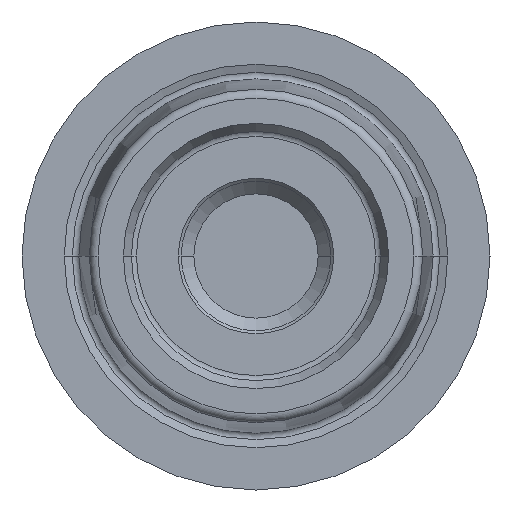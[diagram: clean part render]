
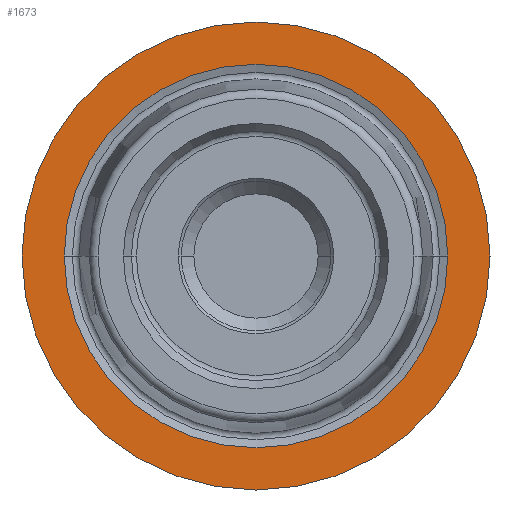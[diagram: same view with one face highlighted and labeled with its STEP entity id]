
A CAD part, left-side view. The second image highlights one B-rep face of the part: STEP entity #1673.
In plain terms, the highlighted planar face has unit normal (-1, 0, 0).
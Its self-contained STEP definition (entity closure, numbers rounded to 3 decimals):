
#452=CARTESIAN_POINT('',(0.,0.,0.));
#453=DIRECTION('',(1.,0.,0.));
#454=DIRECTION('',(0.,1.,0.));
#455=AXIS2_PLACEMENT_3D('',#452,#453,#454);
#457=CARTESIAN_POINT('',(0.,0.,0.));
#458=DIRECTION('',(-1.,0.,0.));
#459=DIRECTION('',(0.,1.,0.));
#460=AXIS2_PLACEMENT_3D('',#457,#458,#459);
#462=CARTESIAN_POINT('',(0.,0.,0.));
#463=DIRECTION('',(-1.,0.,0.));
#464=DIRECTION('',(0.,-1.,0.));
#465=AXIS2_PLACEMENT_3D('',#462,#463,#464);
#467=CARTESIAN_POINT('',(0.,0.,0.));
#468=DIRECTION('',(-1.,0.,0.));
#469=DIRECTION('',(0.,1.,0.));
#470=AXIS2_PLACEMENT_3D('',#467,#468,#469);
#810=CARTESIAN_POINT('',(0.,-13.114,0.));
#811=VERTEX_POINT('',#810);
#812=CARTESIAN_POINT('',(0.,13.114,0.));
#813=VERTEX_POINT('',#812);
#862=CARTESIAN_POINT('',(0.,16.,0.));
#863=CARTESIAN_POINT('',(0.,-16.,0.));
#864=VERTEX_POINT('',#862);
#865=VERTEX_POINT('',#863);
#1658=CARTESIAN_POINT('',(0.,0.,0.));
#1659=DIRECTION('',(1.,0.,0.));
#1660=DIRECTION('',(0.,-1.,0.));
#1661=AXIS2_PLACEMENT_3D('',#1658,#1659,#1660);
#1662=PLANE('',#1661);
#1664=ORIENTED_EDGE('',*,*,#1663,.T.);
#1666=ORIENTED_EDGE('',*,*,#1665,.F.);
#1667=EDGE_LOOP('',(#1664,#1666));
#1668=FACE_OUTER_BOUND('',#1667,.F.);
#1669=ORIENTED_EDGE('',*,*,#1640,.T.);
#1670=ORIENTED_EDGE('',*,*,#1651,.T.);
#1671=EDGE_LOOP('',(#1669,#1670));
#1672=FACE_BOUND('',#1671,.F.);
#1673=ADVANCED_FACE('',(#1668,#1672),#1662,.F.);
#456=CIRCLE('',#455,16.);
#461=CIRCLE('',#460,16.);
#466=CIRCLE('',#465,13.114);
#471=CIRCLE('',#470,13.114);
#1640=EDGE_CURVE('',#811,#813,#466,.T.);
#1651=EDGE_CURVE('',#813,#811,#471,.T.);
#1663=EDGE_CURVE('',#864,#865,#456,.T.);
#1665=EDGE_CURVE('',#864,#865,#461,.T.);
